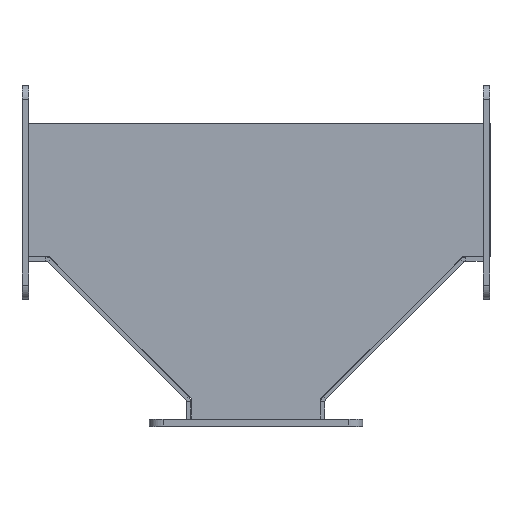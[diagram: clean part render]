
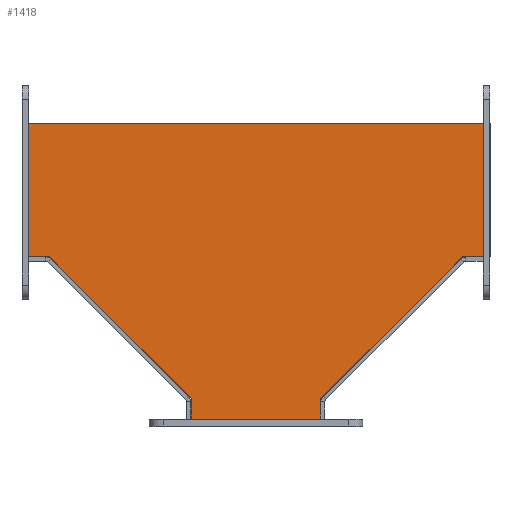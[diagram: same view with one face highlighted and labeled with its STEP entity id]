
A CAD part, top view. The second image highlights one B-rep face of the part: STEP entity #1418.
In plain terms, the highlighted planar face has unit normal (0, 0, 1).
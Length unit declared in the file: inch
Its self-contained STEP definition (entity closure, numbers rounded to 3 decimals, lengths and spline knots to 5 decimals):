
#122=PLANE('',#1538);
#198=FACE_OUTER_BOUND('',#288,.T.);
#288=EDGE_LOOP('',(#1235,#1236,#1237,#1238,#1239,#1240,#1241,#1242,#1243,
#1244));
#436=LINE('',#2246,#576);
#442=LINE('',#2258,#582);
#443=LINE('',#2261,#583);
#446=LINE('',#2267,#586);
#449=LINE('',#2272,#589);
#451=LINE('',#2276,#591);
#454=LINE('',#2282,#594);
#457=LINE('',#2288,#597);
#460=LINE('',#2294,#600);
#463=LINE('',#2299,#603);
#576=VECTOR('',#1868,0.5);
#582=VECTOR('',#1876,0.5);
#583=VECTOR('',#1879,2.426);
#586=VECTOR('',#1884,8.5);
#589=VECTOR('',#1889,2.426);
#591=VECTOR('',#1893,3.64019);
#594=VECTOR('',#1898,0.5);
#597=VECTOR('',#1903,2.352);
#600=VECTOR('',#1908,0.5);
#603=VECTOR('',#1913,3.64019);
#698=VERTEX_POINT('',#2243);
#699=VERTEX_POINT('',#2245);
#702=VERTEX_POINT('',#2252);
#704=VERTEX_POINT('',#2256);
#705=VERTEX_POINT('',#2260);
#707=VERTEX_POINT('',#2266);
#709=VERTEX_POINT('',#2275);
#711=VERTEX_POINT('',#2281);
#713=VERTEX_POINT('',#2287);
#715=VERTEX_POINT('',#2293);
#864=EDGE_CURVE('',#698,#699,#436,.T.);
#870=EDGE_CURVE('',#704,#702,#442,.T.);
#871=EDGE_CURVE('',#699,#705,#443,.T.);
#874=EDGE_CURVE('',#705,#707,#446,.T.);
#877=EDGE_CURVE('',#707,#704,#449,.T.);
#879=EDGE_CURVE('',#702,#709,#451,.T.);
#882=EDGE_CURVE('',#709,#711,#454,.T.);
#885=EDGE_CURVE('',#711,#713,#457,.T.);
#888=EDGE_CURVE('',#713,#715,#460,.T.);
#891=EDGE_CURVE('',#715,#698,#463,.T.);
#1235=ORIENTED_EDGE('',*,*,#891,.F.);
#1236=ORIENTED_EDGE('',*,*,#888,.F.);
#1237=ORIENTED_EDGE('',*,*,#885,.F.);
#1238=ORIENTED_EDGE('',*,*,#882,.F.);
#1239=ORIENTED_EDGE('',*,*,#879,.F.);
#1240=ORIENTED_EDGE('',*,*,#870,.F.);
#1241=ORIENTED_EDGE('',*,*,#877,.F.);
#1242=ORIENTED_EDGE('',*,*,#874,.F.);
#1243=ORIENTED_EDGE('',*,*,#871,.F.);
#1244=ORIENTED_EDGE('',*,*,#864,.F.);
#1418=ADVANCED_FACE('',(#198),#122,.T.);
#1538=AXIS2_PLACEMENT_3D('',#2302,#1917,#1918);
#1868=DIRECTION('',(-1.,0.,0.));
#1876=DIRECTION('',(-1.,0.,0.));
#1879=DIRECTION('',(0.,1.,0.));
#1884=DIRECTION('',(1.,0.,0.));
#1889=DIRECTION('',(0.,-1.,0.));
#1893=DIRECTION('',(-0.707,-0.707,0.));
#1898=DIRECTION('',(0.,-1.,0.));
#1903=DIRECTION('',(-1.,0.,0.));
#1908=DIRECTION('',(0.,1.,0.));
#1913=DIRECTION('',(-0.707,0.707,0.));
#1917=DIRECTION('center_axis',(0.,0.,1.));
#1918=DIRECTION('ref_axis',(1.,0.,0.));
#2243=CARTESIAN_POINT('',(-3.75,-1.213,0.074));
#2245=CARTESIAN_POINT('',(-4.25,-1.213,0.074));
#2246=CARTESIAN_POINT('',(-4.25,-1.213,0.074));
#2252=CARTESIAN_POINT('',(3.75,-1.213,0.074));
#2256=CARTESIAN_POINT('',(4.25,-1.213,0.074));
#2258=CARTESIAN_POINT('',(-4.25,-1.213,0.074));
#2260=CARTESIAN_POINT('',(-4.25,1.213,0.074));
#2261=CARTESIAN_POINT('',(-4.25,1.213,0.074));
#2266=CARTESIAN_POINT('',(4.25,1.213,0.074));
#2267=CARTESIAN_POINT('',(4.25,1.213,0.074));
#2272=CARTESIAN_POINT('',(4.25,-1.213,0.074));
#2275=CARTESIAN_POINT('',(1.176,-3.787,0.074));
#2276=CARTESIAN_POINT('',(1.176,-3.787,0.074));
#2281=CARTESIAN_POINT('',(1.176,-4.287,0.074));
#2282=CARTESIAN_POINT('',(1.176,-4.287,0.074));
#2287=CARTESIAN_POINT('',(-1.176,-4.287,0.074));
#2288=CARTESIAN_POINT('',(-1.176,-4.287,0.074));
#2293=CARTESIAN_POINT('',(-1.176,-3.787,0.074));
#2294=CARTESIAN_POINT('',(-1.176,-3.787,0.074));
#2299=CARTESIAN_POINT('',(-3.75,-1.213,0.074));
#2302=CARTESIAN_POINT('Origin',(0.,-2.28423,
0.074));
